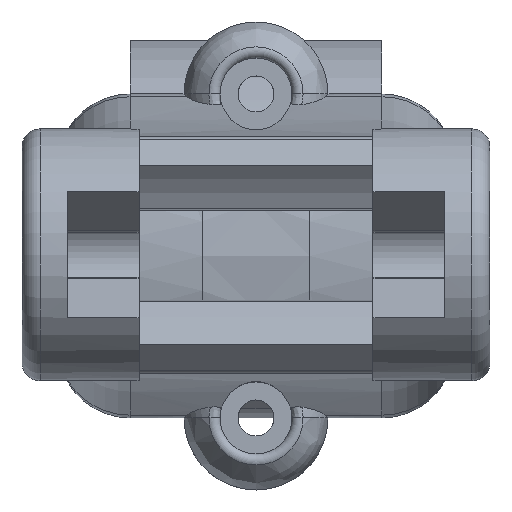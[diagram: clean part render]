
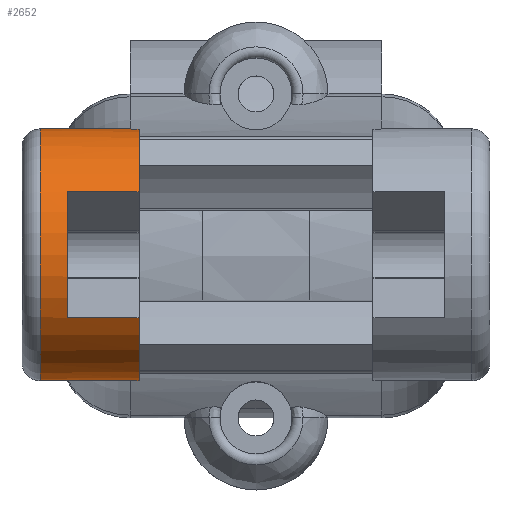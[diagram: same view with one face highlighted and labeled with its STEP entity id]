
A CAD part, top view. The second image highlights one B-rep face of the part: STEP entity #2652.
In plain terms, the highlighted cylindrical face has radius 3.5 mm (diameter 7 mm), a partial arc.
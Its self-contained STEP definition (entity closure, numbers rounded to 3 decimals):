
#182=B_SPLINE_CURVE_WITH_KNOTS('',3,(#5092,#5093,#5094,#5095,#5096,#5097),
 .UNSPECIFIED.,.F.,.F.,(4,2,4),(0.,0.033,0.09),
 .UNSPECIFIED.);
#196=B_SPLINE_CURVE_WITH_KNOTS('',3,(#5303,#5304,#5305,#5306,#5307,#5308),
 .UNSPECIFIED.,.F.,.F.,(4,2,4),(0.,0.066,
0.104),.UNSPECIFIED.);
#202=B_SPLINE_CURVE_WITH_KNOTS('',3,(#5405,#5406,#5407,#5408),
 .UNSPECIFIED.,.F.,.F.,(4,4),(-0.099,-0.099),
 .UNSPECIFIED.);
#208=B_SPLINE_CURVE_WITH_KNOTS('',3,(#5484,#5485,#5486,#5487),
 .UNSPECIFIED.,.F.,.F.,(4,4),(0.001,0.002),
 .UNSPECIFIED.);
#308=FACE_OUTER_BOUND('',#469,.T.);
#469=EDGE_LOOP('',(#2008,#2009,#2010,#2011,#2012,#2013,#2014,#2015,#2016,
#2017,#2018,#2019));
#639=CIRCLE('',#2879,3.5);
#640=CIRCLE('',#2881,3.5);
#641=CIRCLE('',#2882,3.5);
#642=CIRCLE('',#2883,3.5);
#785=LINE('',#5171,#907);
#792=LINE('',#5425,#914);
#793=LINE('',#5502,#915);
#794=LINE('',#5506,#916);
#907=VECTOR('',#3321,10.);
#914=VECTOR('',#3344,10.);
#915=VECTOR('',#3369,10.);
#916=VECTOR('',#3372,10.);
#1104=VERTEX_POINT('',#5084);
#1105=VERTEX_POINT('',#5091);
#1110=VERTEX_POINT('',#5170);
#1120=VERTEX_POINT('',#5285);
#1122=VERTEX_POINT('',#5298);
#1127=VERTEX_POINT('',#5404);
#1131=VERTEX_POINT('',#5423);
#1135=VERTEX_POINT('',#5479);
#1138=VERTEX_POINT('',#5499);
#1139=VERTEX_POINT('',#5501);
#1140=VERTEX_POINT('',#5503);
#1141=VERTEX_POINT('',#5505);
#1417=EDGE_CURVE('',#1105,#1104,#182,.T.);
#1426=EDGE_CURVE('',#1110,#1105,#785,.T.);
#1442=EDGE_CURVE('',#1122,#1120,#196,.F.);
#1449=EDGE_CURVE('',#1127,#1120,#202,.T.);
#1455=EDGE_CURVE('',#1131,#1122,#792,.T.);
#1461=EDGE_CURVE('',#1104,#1135,#208,.T.);
#1467=EDGE_CURVE('',#1127,#1135,#639,.T.);
#1468=EDGE_CURVE('',#1131,#1138,#640,.T.);
#1469=EDGE_CURVE('',#1138,#1139,#793,.T.);
#1470=EDGE_CURVE('',#1139,#1140,#641,.T.);
#1471=EDGE_CURVE('',#1140,#1141,#794,.T.);
#1472=EDGE_CURVE('',#1141,#1110,#642,.T.);
#2008=ORIENTED_EDGE('',*,*,#1426,.T.);
#2009=ORIENTED_EDGE('',*,*,#1417,.T.);
#2010=ORIENTED_EDGE('',*,*,#1461,.T.);
#2011=ORIENTED_EDGE('',*,*,#1467,.F.);
#2012=ORIENTED_EDGE('',*,*,#1449,.T.);
#2013=ORIENTED_EDGE('',*,*,#1442,.F.);
#2014=ORIENTED_EDGE('',*,*,#1455,.F.);
#2015=ORIENTED_EDGE('',*,*,#1468,.T.);
#2016=ORIENTED_EDGE('',*,*,#1469,.T.);
#2017=ORIENTED_EDGE('',*,*,#1470,.T.);
#2018=ORIENTED_EDGE('',*,*,#1471,.T.);
#2019=ORIENTED_EDGE('',*,*,#1472,.T.);
#2537=CYLINDRICAL_SURFACE('',#2880,3.5);
#2652=ADVANCED_FACE('',(#308),#2537,.T.);
#2879=AXIS2_PLACEMENT_3D('',#5497,#3363,#3364);
#2880=AXIS2_PLACEMENT_3D('',#5498,#3365,#3366);
#2881=AXIS2_PLACEMENT_3D('',#5500,#3367,#3368);
#2882=AXIS2_PLACEMENT_3D('',#5504,#3370,#3371);
#2883=AXIS2_PLACEMENT_3D('',#5507,#3373,#3374);
#3321=DIRECTION('',(-1.,0.,0.));
#3344=DIRECTION('',(-1.,0.,0.));
#3363=DIRECTION('center_axis',(-1.,0.,0.));
#3364=DIRECTION('ref_axis',(0.,1.,0.));
#3365=DIRECTION('center_axis',(1.,0.,0.));
#3366=DIRECTION('ref_axis',(0.,0.,1.));
#3367=DIRECTION('center_axis',(-1.,0.,0.));
#3368=DIRECTION('ref_axis',(0.,1.,0.));
#3369=DIRECTION('',(-1.,0.,0.));
#3370=DIRECTION('center_axis',(-1.,0.,0.));
#3371=DIRECTION('ref_axis',(0.,1.,0.));
#3372=DIRECTION('',(1.,0.,0.));
#3373=DIRECTION('center_axis',(-1.,0.,0.));
#3374=DIRECTION('ref_axis',(0.,1.,0.));
#5084=CARTESIAN_POINT('',(-6.001,2.279,22.044));
#5091=CARTESIAN_POINT('',(-5.104,2.475,22.225));
#5092=CARTESIAN_POINT('Ctrl Pts',(-5.104,2.475,22.225));
#5093=CARTESIAN_POINT('Ctrl Pts',(-5.214,2.475,22.225));
#5094=CARTESIAN_POINT('Ctrl Pts',(-5.327,2.46,22.21));
#5095=CARTESIAN_POINT('Ctrl Pts',(-5.617,2.404,22.155));
#5096=CARTESIAN_POINT('Ctrl Pts',(-5.8,2.346,22.101));
#5097=CARTESIAN_POINT('Ctrl Pts',(-6.001,2.279,22.044));
#5170=CARTESIAN_POINT('',(-3.25,2.475,22.225));
#5171=CARTESIAN_POINT('',(0.,2.475,22.225));
#5285=CARTESIAN_POINT('',(-6.001,-2.279,22.044));
#5298=CARTESIAN_POINT('',(-5.104,-2.475,22.225));
#5303=CARTESIAN_POINT('Ctrl Pts',(-6.001,-2.279,22.044));
#5304=CARTESIAN_POINT('Ctrl Pts',(-5.8,-2.346,22.101));
#5305=CARTESIAN_POINT('Ctrl Pts',(-5.617,-2.404,22.155));
#5306=CARTESIAN_POINT('Ctrl Pts',(-5.327,-2.46,22.21));
#5307=CARTESIAN_POINT('Ctrl Pts',(-5.214,-2.475,22.225));
#5308=CARTESIAN_POINT('Ctrl Pts',(-5.104,-2.475,22.225));
#5404=CARTESIAN_POINT('',(-6.,-2.286,22.05));
#5405=CARTESIAN_POINT('Ctrl Pts',(-6.,-2.286,22.05));
#5406=CARTESIAN_POINT('Ctrl Pts',(-6.,-2.284,22.048));
#5407=CARTESIAN_POINT('Ctrl Pts',(-6.001,-2.281,22.046));
#5408=CARTESIAN_POINT('Ctrl Pts',(-6.001,-2.279,22.044));
#5423=CARTESIAN_POINT('',(-3.25,-2.475,22.225));
#5425=CARTESIAN_POINT('',(0.,-2.475,22.225));
#5479=CARTESIAN_POINT('',(-6.,2.286,22.05));
#5484=CARTESIAN_POINT('Ctrl Pts',(-6.001,2.279,22.044));
#5485=CARTESIAN_POINT('Ctrl Pts',(-6.001,2.281,22.046));
#5486=CARTESIAN_POINT('Ctrl Pts',(-6.,2.284,22.048));
#5487=CARTESIAN_POINT('Ctrl Pts',(-6.,2.286,22.05));
#5497=CARTESIAN_POINT('Origin',(-6.,0.,24.7));
#5498=CARTESIAN_POINT('Origin',(0.,0.,24.7));
#5499=CARTESIAN_POINT('',(-3.25,-1.75,27.731));
#5500=CARTESIAN_POINT('Origin',(-3.25,0.,24.7));
#5501=CARTESIAN_POINT('',(-5.25,-1.75,27.731));
#5502=CARTESIAN_POINT('',(0.,-1.75,27.731));
#5503=CARTESIAN_POINT('',(-5.25,1.75,27.731));
#5504=CARTESIAN_POINT('Origin',(-5.25,0.,24.7));
#5505=CARTESIAN_POINT('',(-3.25,1.75,27.731));
#5506=CARTESIAN_POINT('',(0.,1.75,27.731));
#5507=CARTESIAN_POINT('Origin',(-3.25,0.,24.7));
